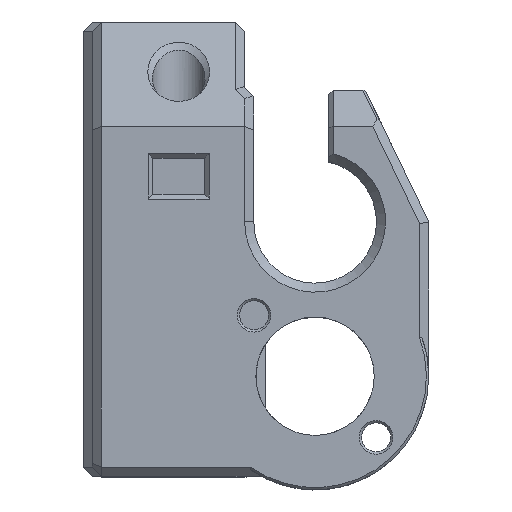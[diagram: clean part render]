
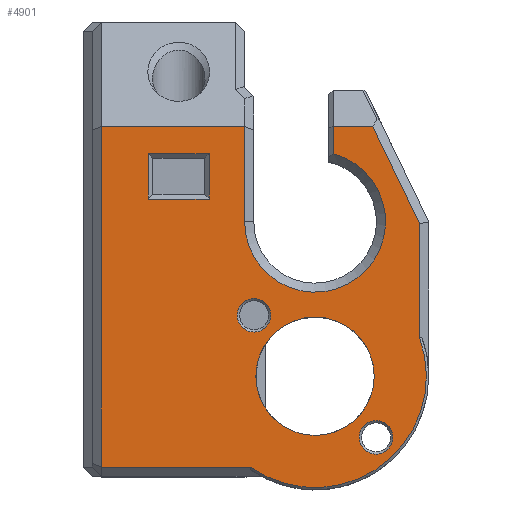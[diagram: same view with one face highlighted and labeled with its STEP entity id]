
A CAD part, top view. The second image highlights one B-rep face of the part: STEP entity #4901.
In plain terms, the highlighted planar face has unit normal (0, 0, 1).
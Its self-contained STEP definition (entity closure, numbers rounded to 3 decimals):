
#47=FACE_BOUND('',#804,.T.);
#48=FACE_BOUND('',#805,.T.);
#49=FACE_BOUND('',#806,.T.);
#50=FACE_BOUND('',#807,.T.);
#132=CIRCLE('',#4970,6.51);
#165=CIRCLE('',#5080,1.85);
#166=CIRCLE('',#5082,1.85);
#170=CIRCLE('',#5091,12.25);
#216=CIRCLE('',#5300,7.75);
#507=FACE_OUTER_BOUND('',#803,.T.);
#803=EDGE_LOOP('',(#4318,#4319,#4320,#4321,#4322,#4323,#4324,#4325,#4326,
#4327));
#804=EDGE_LOOP('',(#4328));
#805=EDGE_LOOP('',(#4329,#4330,#4331,#4332));
#806=EDGE_LOOP('',(#4333));
#807=EDGE_LOOP('',(#4334));
#1009=LINE('',#7134,#1555);
#1033=LINE('',#7341,#1579);
#1035=LINE('',#7346,#1581);
#1038=LINE('',#7350,#1584);
#1039=LINE('',#7352,#1585);
#1059=LINE('',#7596,#1605);
#1061=LINE('',#7600,#1607);
#1066=LINE('',#7614,#1612);
#1073=LINE('',#7685,#1619);
#1075=LINE('',#7694,#1621);
#1351=LINE('',#8865,#1897);
#1352=LINE('',#8866,#1898);
#1555=VECTOR('',#5698,10.);
#1579=VECTOR('',#5762,10.);
#1581=VECTOR('',#5766,10.);
#1584=VECTOR('',#5771,10.);
#1585=VECTOR('',#5774,10.);
#1605=VECTOR('',#5840,1000.);
#1607=VECTOR('',#5844,1000.);
#1612=VECTOR('',#5859,1000.);
#1619=VECTOR('',#5886,1000.);
#1621=VECTOR('',#5892,1000.);
#1897=VECTOR('',#6576,10.);
#1898=VECTOR('',#6577,1000.);
#1966=VERTEX_POINT('',#6786);
#2090=VERTEX_POINT('',#7131);
#2091=VERTEX_POINT('',#7133);
#2110=VERTEX_POINT('',#7336);
#2111=VERTEX_POINT('',#7340);
#2112=VERTEX_POINT('',#7344);
#2113=VERTEX_POINT('',#7345);
#2128=VERTEX_POINT('',#7494);
#2137=VERTEX_POINT('',#7595);
#2138=VERTEX_POINT('',#7599);
#2140=VERTEX_POINT('',#7605);
#2141=VERTEX_POINT('',#7609);
#2142=VERTEX_POINT('',#7613);
#2149=VERTEX_POINT('',#7678);
#2151=VERTEX_POINT('',#7689);
#2340=VERTEX_POINT('',#8863);
#2341=VERTEX_POINT('',#8864);
#2414=EDGE_CURVE('',#1966,#1966,#132,.T.);
#2574=EDGE_CURVE('',#2090,#2091,#1009,.T.);
#2607=EDGE_CURVE('',#2111,#2110,#1033,.T.);
#2609=EDGE_CURVE('',#2112,#2113,#1035,.T.);
#2612=EDGE_CURVE('',#2113,#2090,#1038,.T.);
#2613=EDGE_CURVE('',#2091,#2112,#1039,.T.);
#2648=EDGE_CURVE('',#2137,#2128,#1059,.T.);
#2650=EDGE_CURVE('',#2137,#2138,#1061,.T.);
#2654=EDGE_CURVE('',#2140,#2140,#165,.T.);
#2656=EDGE_CURVE('',#2141,#2141,#166,.T.);
#2657=EDGE_CURVE('',#2138,#2142,#1066,.T.);
#2668=EDGE_CURVE('',#2142,#2110,#170,.T.);
#2673=EDGE_CURVE('',#2149,#2111,#1073,.T.);
#2676=EDGE_CURVE('',#2151,#2128,#1075,.T.);
#3016=EDGE_CURVE('',#2340,#2341,#1351,.T.);
#3017=EDGE_CURVE('',#2149,#2340,#1352,.T.);
#3018=EDGE_CURVE('',#2341,#2151,#216,.T.);
#4318=ORIENTED_EDGE('',*,*,#3016,.F.);
#4319=ORIENTED_EDGE('',*,*,#3017,.F.);
#4320=ORIENTED_EDGE('',*,*,#2673,.T.);
#4321=ORIENTED_EDGE('',*,*,#2607,.T.);
#4322=ORIENTED_EDGE('',*,*,#2668,.F.);
#4323=ORIENTED_EDGE('',*,*,#2657,.F.);
#4324=ORIENTED_EDGE('',*,*,#2650,.F.);
#4325=ORIENTED_EDGE('',*,*,#2648,.T.);
#4326=ORIENTED_EDGE('',*,*,#2676,.F.);
#4327=ORIENTED_EDGE('',*,*,#3018,.F.);
#4328=ORIENTED_EDGE('',*,*,#2414,.F.);
#4329=ORIENTED_EDGE('',*,*,#2609,.F.);
#4330=ORIENTED_EDGE('',*,*,#2613,.F.);
#4331=ORIENTED_EDGE('',*,*,#2574,.F.);
#4332=ORIENTED_EDGE('',*,*,#2612,.F.);
#4333=ORIENTED_EDGE('',*,*,#2654,.T.);
#4334=ORIENTED_EDGE('',*,*,#2656,.T.);
#4631=PLANE('',#5299);
#4901=ADVANCED_FACE('',(#507,#47,#48,#49,#50),#4631,.F.);
#4970=AXIS2_PLACEMENT_3D('',#6788,#5439,#5440);
#5080=AXIS2_PLACEMENT_3D('',#7607,#5850,#5851);
#5082=AXIS2_PLACEMENT_3D('',#7611,#5855,#5856);
#5091=AXIS2_PLACEMENT_3D('',#7676,#5876,#5877);
#5299=AXIS2_PLACEMENT_3D('',#8862,#6574,#6575);
#5300=AXIS2_PLACEMENT_3D('',#8867,#6578,#6579);
#5439=DIRECTION('center_axis',(0.,0.,
1.));
#5440=DIRECTION('ref_axis',(-1.,0.,0.));
#5698=DIRECTION('',(1.,0.,0.));
#5762=DIRECTION('',(1.,0.,0.));
#5766=DIRECTION('',(-1.,0.,0.));
#5771=DIRECTION('',(0.,-1.,0.));
#5774=DIRECTION('',(0.,1.,0.));
#5840=DIRECTION('',(-1.,0.,0.));
#5844=DIRECTION('',(0.434,-0.901,0.));
#5850=DIRECTION('center_axis',(0.,0.,-1.));
#5851=DIRECTION('ref_axis',(1.,0.,0.));
#5855=DIRECTION('center_axis',(0.,0.,-1.));
#5856=DIRECTION('ref_axis',(1.,0.,0.));
#5859=DIRECTION('',(0.,-1.,0.));
#5876=DIRECTION('center_axis',(0.,0.,-1.));
#5877=DIRECTION('ref_axis',(1.,0.,0.));
#5886=DIRECTION('',(0.,-1.,0.));
#5892=DIRECTION('',(0.,1.,0.));
#6574=DIRECTION('center_axis',(0.,0.,
-1.));
#6575=DIRECTION('ref_axis',(1.,0.,0.));
#6576=DIRECTION('',(0.,-1.,0.));
#6577=DIRECTION('',(1.,0.,0.));
#6578=DIRECTION('center_axis',(0.,0.,
1.));
#6579=DIRECTION('ref_axis',(0.398,-0.918,0.));
#6786=CARTESIAN_POINT('',(6.51,-61.,0.));
#6788=CARTESIAN_POINT('Origin',(0.,-61.,0.));
#7131=CARTESIAN_POINT('',(-18.35,-41.499,0.));
#7133=CARTESIAN_POINT('',(-11.65,-41.499,0.));
#7134=CARTESIAN_POINT('',(-38.868,-41.499,0.));
#7336=CARTESIAN_POINT('',(-7.077,-70.999,0.));
#7340=CARTESIAN_POINT('',(-23.5,-70.999,0.));
#7341=CARTESIAN_POINT('',(-62.736,-70.999,0.));
#7344=CARTESIAN_POINT('',(-11.65,-36.499,0.));
#7345=CARTESIAN_POINT('',(-18.35,-36.499,0.));
#7346=CARTESIAN_POINT('',(-40.293,-36.499,0.));
#7350=CARTESIAN_POINT('',(-18.35,-15.249,0.));
#7352=CARTESIAN_POINT('',(-11.65,-13.249,0.));
#7494=CARTESIAN_POINT('',(2.,-33.5,0.));
#7595=CARTESIAN_POINT('',(6.335,-33.5,0.));
#7596=CARTESIAN_POINT('',(0.,-33.5,0.));
#7599=CARTESIAN_POINT('',(11.5,-44.228,0.));
#7600=CARTESIAN_POINT('',(11.599,-44.434,0.));
#7605=CARTESIAN_POINT('',(4.868,-67.718,0.));
#7607=CARTESIAN_POINT('Origin',(6.718,-67.718,0.));
#7609=CARTESIAN_POINT('',(-8.568,-54.282,0.));
#7611=CARTESIAN_POINT('Origin',(-6.718,-54.282,0.));
#7613=CARTESIAN_POINT('',(11.5,-56.78,0.));
#7614=CARTESIAN_POINT('',(11.5,-61.,0.));
#7676=CARTESIAN_POINT('Origin',(0.,-61.,0.));
#7678=CARTESIAN_POINT('',(-23.5,-33.5,0.));
#7685=CARTESIAN_POINT('',(-23.5,10.5,0.));
#7689=CARTESIAN_POINT('',(2.,-36.513,0.));
#7694=CARTESIAN_POINT('',(2.,10.5,0.));
#8862=CARTESIAN_POINT('Origin',(-62.736,10.5,0.));
#8863=CARTESIAN_POINT('',(-7.75,-33.5,0.));
#8864=CARTESIAN_POINT('',(-7.75,-44.,0.));
#8865=CARTESIAN_POINT('',(-7.75,-13.49,0.));
#8866=CARTESIAN_POINT('',(-40.547,-33.5,0.));
#8867=CARTESIAN_POINT('Origin',(0.,-44.,0.));
